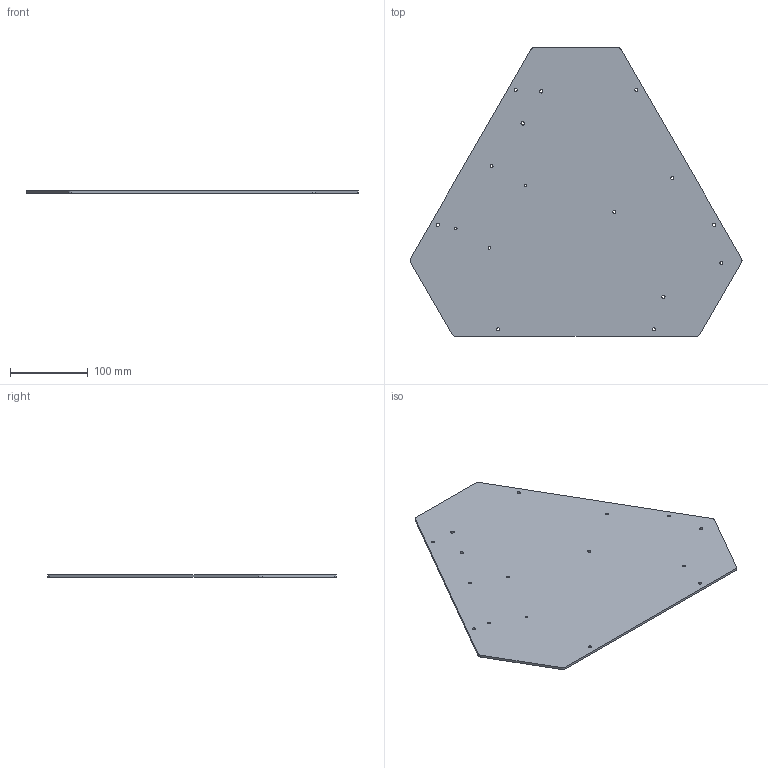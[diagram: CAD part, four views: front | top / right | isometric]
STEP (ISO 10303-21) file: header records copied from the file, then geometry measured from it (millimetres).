
FILE_DESCRIPTION(('FreeCAD Model'),'2;1');
FILE_NAME('Electronics_Plate.step', '2017-04-28T18:09:39',('Ax Smith-Laffin'),('AxMod Box Mods Limited'), 'Open CASCADE STEP processor 6.8','FreeCAD','Unknown');
FILE_SCHEMA(('AUTOMOTIVE_DESIGN_CC2 { 1 2 10303 214 -1 1 5 4 }'));
Length unit declared in the file: millimetre
Products named in the file (2): ASSEMBLY; Electronics_Plate
Assembly tree (1 placements, depth 2):
  ASSEMBLY
    Electronics_Plate
Bounding box: 426.45 x 370.66 x 3 mm (x, y, z)
Volume: 329840.2 mm3; surface area: 224323.9 mm2
Topology: 1 solids, 1 shells, 30 faces, 84 edges, 56 vertices
Faces by surface type: cylinder 22, plane 8
Full cylindrical faces by diameter (mm): 3.4 x4, 4 x10, 4.4 x2
Entity records: 2217 total; most frequent: CARTESIAN_POINT 400, DIRECTION 350, ORIENTED_EDGE 168, PCURVE 168, DEFINITIONAL_REPRESENTATION 168, LINE 164, VECTOR 164, EDGE_CURVE 84
